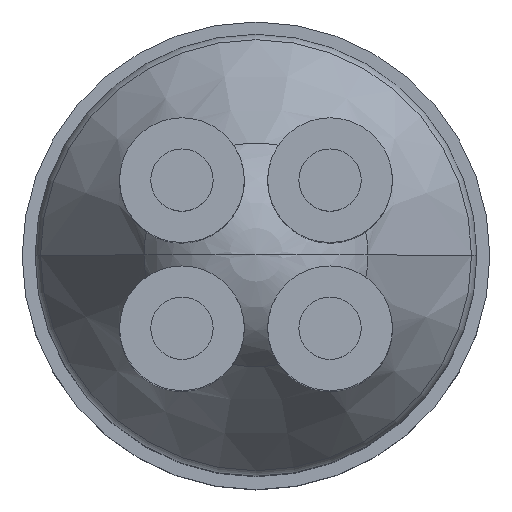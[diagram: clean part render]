
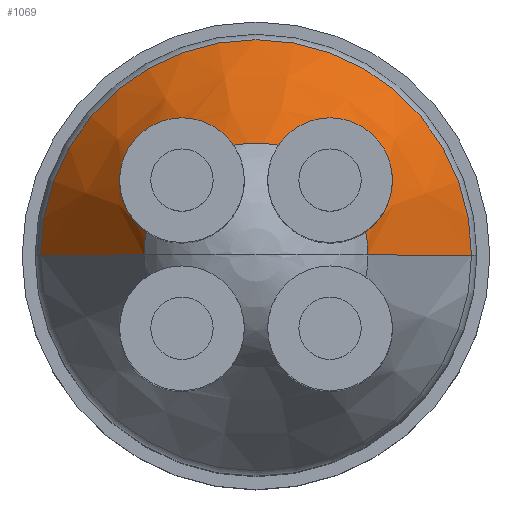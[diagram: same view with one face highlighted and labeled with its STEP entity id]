
A CAD part, top view. The second image highlights one B-rep face of the part: STEP entity #1069.
In plain terms, the highlighted conical face has half-angle 30.454 degrees and reference radius 12.603 mm.
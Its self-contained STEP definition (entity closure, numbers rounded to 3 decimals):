
#104=DIRECTION('',(-0.507,0.,0.862));
#105=VECTOR('',#104,15.716);
#106=CARTESIAN_POINT('',(16.586,0.,39.521));
#107=LINE('',#106,#105);
#113=DIRECTION('',(0.507,0.,0.862));
#114=VECTOR('',#113,15.716);
#115=CARTESIAN_POINT('',(-16.586,0.,39.521));
#116=LINE('',#115,#114);
#364=CARTESIAN_POINT('',(-8.439,1.758,53.068));
#365=CARTESIAN_POINT('',(-8.725,1.957,52.524));
#366=CARTESIAN_POINT('',(-9.237,2.405,51.504));
#367=CARTESIAN_POINT('',(-9.818,3.174,50.192));
#368=CARTESIAN_POINT('',(-10.22,4.004,49.073));
#369=CARTESIAN_POINT('',(-10.452,4.857,48.141));
#370=CARTESIAN_POINT('',(-10.5,5.423,47.634));
#371=CARTESIAN_POINT('',(-10.5,5.7,47.41));
#373=CARTESIAN_POINT('',(0.,0.,39.521));
#374=DIRECTION('',(0.,0.,-1.));
#375=DIRECTION('',(-1.,0.,0.));
#376=AXIS2_PLACEMENT_3D('',#373,#374,#375);
#378=CARTESIAN_POINT('',(10.5,5.7,47.41));
#379=CARTESIAN_POINT('',(10.5,5.424,47.634));
#380=CARTESIAN_POINT('',(10.452,4.858,48.139));
#381=CARTESIAN_POINT('',(10.222,4.008,49.068));
#382=CARTESIAN_POINT('',(9.82,3.178,50.186));
#383=CARTESIAN_POINT('',(9.239,2.408,51.499));
#384=CARTESIAN_POINT('',(8.726,1.957,52.522));
#385=CARTESIAN_POINT('',(8.439,1.758,53.068));
#387=CARTESIAN_POINT('',(1.758,8.439,53.068));
#388=CARTESIAN_POINT('',(1.976,8.753,52.471));
#389=CARTESIAN_POINT('',(2.475,9.308,51.359));
#390=CARTESIAN_POINT('',(3.317,9.908,49.972));
#391=CARTESIAN_POINT('',(4.244,10.309,48.783));
#392=CARTESIAN_POINT('',(5.182,10.502,47.827));
#393=CARTESIAN_POINT('',(6.096,10.512,47.078));
#394=CARTESIAN_POINT('',(6.973,10.355,46.513));
#395=CARTESIAN_POINT('',(7.751,10.064,46.138));
#396=CARTESIAN_POINT('',(8.427,9.674,45.921));
#397=CARTESIAN_POINT('',(9.008,9.204,45.838));
#398=CARTESIAN_POINT('',(9.502,8.66,45.876));
#399=CARTESIAN_POINT('',(9.912,8.043,46.033));
#400=CARTESIAN_POINT('',(10.231,7.347,46.32));
#401=CARTESIAN_POINT('',(10.446,6.565,46.76));
#402=CARTESIAN_POINT('',(10.5,5.993,47.173));
#403=CARTESIAN_POINT('',(10.5,5.7,47.41));
#405=CARTESIAN_POINT('',(-10.5,5.7,47.41));
#406=CARTESIAN_POINT('',(-10.5,6.008,47.16));
#407=CARTESIAN_POINT('',(-10.441,6.612,46.727));
#408=CARTESIAN_POINT('',(-10.197,7.446,46.27));
#409=CARTESIAN_POINT('',(-9.841,8.169,45.991));
#410=CARTESIAN_POINT('',(-9.396,8.793,45.855));
#411=CARTESIAN_POINT('',(-8.875,9.325,45.847));
#412=CARTESIAN_POINT('',(-8.279,9.771,45.96));
#413=CARTESIAN_POINT('',(-7.605,10.129,46.201));
#414=CARTESIAN_POINT('',(-6.843,10.386,46.59));
#415=CARTESIAN_POINT('',(-6.003,10.517,47.149));
#416=CARTESIAN_POINT('',(-5.112,10.493,47.893));
#417=CARTESIAN_POINT('',(-4.199,10.293,48.837));
#418=CARTESIAN_POINT('',(-3.295,9.894,50.007));
#419=CARTESIAN_POINT('',(-2.465,9.298,51.379));
#420=CARTESIAN_POINT('',(-1.974,8.749,52.477));
#421=CARTESIAN_POINT('',(-1.758,8.439,53.068));
#475=CARTESIAN_POINT('',(0.,0.,53.068));
#476=DIRECTION('',(0.,0.,-1.));
#477=DIRECTION('',(-0.204,0.979,0.));
#478=AXIS2_PLACEMENT_3D('',#475,#476,#477);
#523=CARTESIAN_POINT('',(0.,0.,53.068));
#524=DIRECTION('',(0.,0.,-1.));
#525=DIRECTION('',(0.979,0.204,0.));
#526=AXIS2_PLACEMENT_3D('',#523,#524,#525);
#528=CARTESIAN_POINT('',(0.,0.,53.068));
#529=DIRECTION('',(0.,0.,-1.));
#530=DIRECTION('',(-1.,0.,0.));
#531=AXIS2_PLACEMENT_3D('',#528,#529,#530);
#647=CARTESIAN_POINT('',(-16.586,0.,39.521));
#648=CARTESIAN_POINT('',(-8.62,0.,53.068));
#649=VERTEX_POINT('',#647);
#650=VERTEX_POINT('',#648);
#653=CARTESIAN_POINT('',(16.586,0.,39.521));
#654=CARTESIAN_POINT('',(8.62,0.,53.068));
#655=VERTEX_POINT('',#653);
#656=VERTEX_POINT('',#654);
#677=VERTEX_POINT('',#364);
#678=VERTEX_POINT('',#371);
#679=VERTEX_POINT('',#421);
#680=VERTEX_POINT('',#378);
#681=VERTEX_POINT('',#385);
#682=VERTEX_POINT('',#387);
#1046=CARTESIAN_POINT('',(0.,0.,46.295));
#1047=DIRECTION('',(0.,0.,-1.));
#1048=DIRECTION('',(1.,0.,0.));
#1049=AXIS2_PLACEMENT_3D('',#1046,#1047,#1048);
#1050=CONICAL_SURFACE('',#1049,12.603,30.454);
#1051=ORIENTED_EDGE('',*,*,#1034,.F.);
#1053=ORIENTED_EDGE('',*,*,#1052,.F.);
#1054=ORIENTED_EDGE('',*,*,#865,.F.);
#1055=ORIENTED_EDGE('',*,*,#818,.T.);
#1056=ORIENTED_EDGE('',*,*,#862,.T.);
#1058=ORIENTED_EDGE('',*,*,#1057,.F.);
#1060=ORIENTED_EDGE('',*,*,#1059,.F.);
#1062=ORIENTED_EDGE('',*,*,#1061,.F.);
#1064=ORIENTED_EDGE('',*,*,#1063,.F.);
#1066=ORIENTED_EDGE('',*,*,#1065,.F.);
#1067=EDGE_LOOP('',(#1051,#1053,#1054,#1055,#1056,#1058,#1060,#1062,#1064,
#1066));
#1068=FACE_OUTER_BOUND('',#1067,.F.);
#1069=ADVANCED_FACE('',(#1068),#1050,.T.);
#372=B_SPLINE_CURVE_WITH_KNOTS('',3,(#364,#365,#366,#367,#368,#369,#370,#371),
.UNSPECIFIED.,.F.,.F.,(4,1,1,1,1,4),(0.,0.2,0.4,0.6,0.8,1.),
.UNSPECIFIED.);
#377=CIRCLE('',#376,16.586);
#386=B_SPLINE_CURVE_WITH_KNOTS('',3,(#378,#379,#380,#381,#382,#383,#384,#385),
.UNSPECIFIED.,.F.,.F.,(4,1,1,1,1,4),(0.,0.2,0.4,0.6,0.8,1.),
.UNSPECIFIED.);
#404=B_SPLINE_CURVE_WITH_KNOTS('',3,(#387,#388,#389,#390,#391,#392,#393,#394,
#395,#396,#397,#398,#399,#400,#401,#402,#403),.UNSPECIFIED.,.F.,.F.,(4,1,1,1,1,
1,1,1,1,1,1,1,1,1,4),(0.,0.071,0.143,
0.214,0.286,0.357,0.429,0.5,
0.571,0.643,0.714,0.786,
0.857,0.929,1.),.UNSPECIFIED.);
#422=B_SPLINE_CURVE_WITH_KNOTS('',3,(#405,#406,#407,#408,#409,#410,#411,#412,
#413,#414,#415,#416,#417,#418,#419,#420,#421),.UNSPECIFIED.,.F.,.F.,(4,1,1,1,1,
1,1,1,1,1,1,1,1,1,4),(0.,0.071,0.143,
0.214,0.286,0.357,0.429,0.5,
0.571,0.643,0.714,0.786,
0.857,0.929,1.),.UNSPECIFIED.);
#479=CIRCLE('',#478,8.62);
#527=CIRCLE('',#526,8.62);
#532=CIRCLE('',#531,8.62);
#818=EDGE_CURVE('',#649,#655,#377,.T.);
#862=EDGE_CURVE('',#655,#656,#107,.T.);
#865=EDGE_CURVE('',#649,#650,#116,.T.);
#1034=EDGE_CURVE('',#677,#678,#372,.T.);
#1052=EDGE_CURVE('',#650,#677,#532,.T.);
#1057=EDGE_CURVE('',#681,#656,#527,.T.);
#1059=EDGE_CURVE('',#680,#681,#386,.T.);
#1061=EDGE_CURVE('',#682,#680,#404,.T.);
#1063=EDGE_CURVE('',#679,#682,#479,.T.);
#1065=EDGE_CURVE('',#678,#679,#422,.T.);
